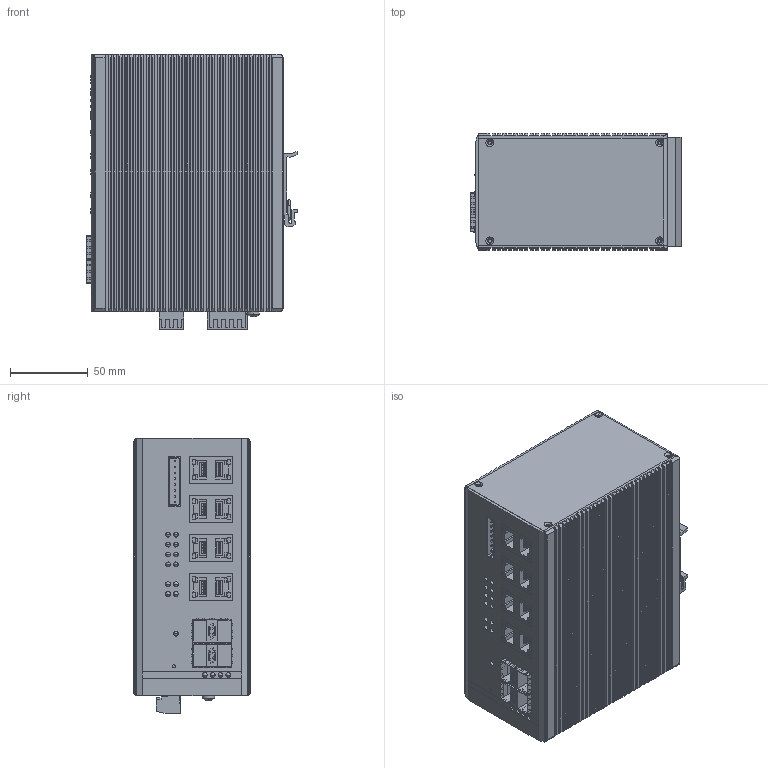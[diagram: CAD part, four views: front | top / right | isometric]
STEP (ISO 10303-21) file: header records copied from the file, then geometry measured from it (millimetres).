
FILE_DESCRIPTION((''),'2;1');
FILE_NAME('3416F_ASM_ASM_ASM','2020-08-27T',('yangchunyong'),(''),'PRO/ENGINEER BY PARAMETRIC TECHNOLOGY CORPORATION, 2014200','PRO/ENGINEER BY PARAMETRIC TECHNOLOGY CORPORATION, 2014200','');
FILE_SCHEMA(('CONFIG_CONTROL_DESIGN'));
Products named in the file (30): XG_1; ________-42MM_DEFAULT_1; ____-____2_1__1; ____-____3_1; ____-____2_2__1; ____70MM_ASM_1_ASM; ________-70MM_DEFAULT_ASM_1_ASM; ZCB-01_1; QMB_1; SG_1; ______-_____DEFAULT_ASM_1_ASM; CPU-ZH_ASM_1; 102990206-1-2SFP-PUL_1; 381X8_6; 104102010-1-4LED-LEK_1; 107022021-1-2RJ45-CZT_1; 104102005-1-2LED-LEK_1; 107011501-3-508-JH-90_1; 107011511-5-508-JH-90_1; 1XXXXX-5-508_ASM_1_ASM; PRT0005__1; 106020004-RESET-ZHAOHUA__1; PCB_______DEFAULT_ASM_1_ASM; ASM0014_ASM_1_ASM; M4__1; POWERCONNECTER3_1; POWERCONNECTER5_1; PRT0302; 3416F_ASM_ASM_5_ASM; 3416F_ASM_ASM_ASM
Assembly tree (43 placements, depth 6):
  3416F_ASM_ASM_ASM
    3416F_ASM_ASM_5_ASM
      ASM0014_ASM_1_ASM
        XG_1
        ________-70MM_DEFAULT_ASM_1_ASM
          ________-42MM_DEFAULT_1
          ____70MM_ASM_1_ASM
            ____-____2_1__1
            ____-____3_1
            ____-____2_2__1
        ZCB-01_1
        QMB_1
        SG_1
        PCB_______DEFAULT_ASM_1_ASM
          ______-_____DEFAULT_ASM_1_ASM
          CPU-ZH_ASM_1
          102990206-1-2SFP-PUL_1  x2
          381X8_6
          104102010-1-4LED-LEK_1
          107022021-1-2RJ45-CZT_1  x4
          104102005-1-2LED-LEK_1  x7
          107011501-3-508-JH-90_1
          1XXXXX-5-508_ASM_1_ASM
            107011511-5-508-JH-90_1
          PRT0005__1
          106020004-RESET-ZHAOHUA__1
      M4__1
      ZCB-01_1
      POWERCONNECTER3_1
      POWERCONNECTER5_1
      PRT0302  x4
Bounding box: 135.5 x 75 x 176.5 mm (x, y, z)
Volume: 336512.9 mm3; surface area: 275473.8 mm2
Topology: 35 solids, 35 shells, 3833 faces, 10277 edges, 6751 vertices
Faces by surface type: plane 2564, cylinder 1093, cone 112, sphere 38, torus 10, bspline 8, revolution 8
Entity records: 73008 total; most frequent: CARTESIAN_POINT 14005, DIRECTION 12153, ORIENTED_EDGE 12140, EDGE_CURVE 6070, VECTOR 4341, LINE 4341, VERTEX_POINT 3979, AXIS2_PLACEMENT_3D 3905
